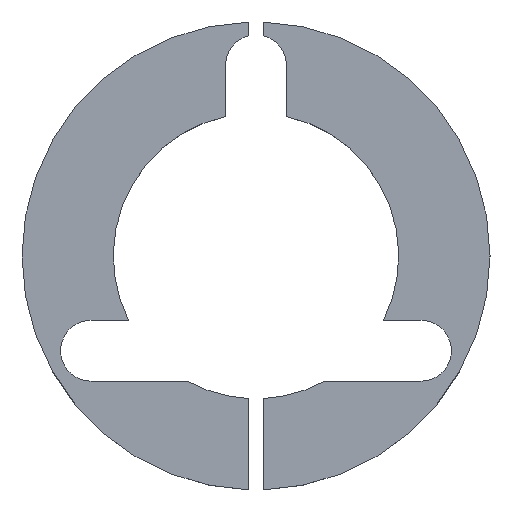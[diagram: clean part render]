
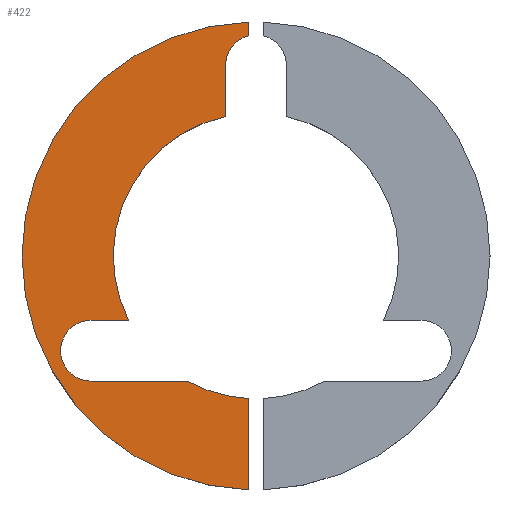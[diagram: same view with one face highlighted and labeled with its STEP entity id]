
A CAD part, top view. The second image highlights one B-rep face of the part: STEP entity #422.
In plain terms, the highlighted planar face has unit normal (0, 0, 1).
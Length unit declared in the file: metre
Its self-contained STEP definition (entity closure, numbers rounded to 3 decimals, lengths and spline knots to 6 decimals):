
#25=PLANE('',#482);
#40=LINE('',#659,#80);
#44=LINE('',#671,#84);
#49=LINE('',#689,#89);
#52=LINE('',#700,#92);
#53=LINE('',#701,#93);
#80=VECTOR('',#524,1.);
#84=VECTOR('',#536,1.);
#89=VECTOR('',#555,1.);
#92=VECTOR('',#566,1.);
#93=VECTOR('',#567,1.);
#148=ORIENTED_EDGE('',*,*,#262,.F.);
#149=ORIENTED_EDGE('',*,*,#258,.T.);
#150=ORIENTED_EDGE('',*,*,#263,.F.);
#151=ORIENTED_EDGE('',*,*,#255,.F.);
#152=ORIENTED_EDGE('',*,*,#257,.F.);
#153=ORIENTED_EDGE('',*,*,#238,.F.);
#154=ORIENTED_EDGE('',*,*,#242,.T.);
#155=ORIENTED_EDGE('',*,*,#245,.F.);
#156=ORIENTED_EDGE('',*,*,#248,.F.);
#157=ORIENTED_EDGE('',*,*,#250,.F.);
#238=EDGE_CURVE('',#298,#299,#337,.T.);
#242=EDGE_CURVE('',#298,#301,#40,.T.);
#245=EDGE_CURVE('',#303,#301,#339,.T.);
#248=EDGE_CURVE('',#305,#303,#44,.T.);
#250=EDGE_CURVE('',#306,#305,#340,.T.);
#255=EDGE_CURVE('',#311,#309,#343,.T.);
#257=EDGE_CURVE('',#299,#311,#49,.T.);
#258=EDGE_CURVE('',#312,#313,#344,.T.);
#262=EDGE_CURVE('',#312,#306,#52,.T.);
#263=EDGE_CURVE('',#309,#313,#53,.T.);
#298=VERTEX_POINT('',#650);
#299=VERTEX_POINT('',#652);
#301=VERTEX_POINT('',#658);
#303=VERTEX_POINT('',#664);
#305=VERTEX_POINT('',#670);
#306=VERTEX_POINT('',#674);
#309=VERTEX_POINT('',#681);
#311=VERTEX_POINT('',#685);
#312=VERTEX_POINT('',#692);
#313=VERTEX_POINT('',#693);
#337=CIRCLE('',#466,0.006604);
#339=CIRCLE('',#470,0.030988);
#340=CIRCLE('',#473,0.006604);
#343=CIRCLE('',#477,0.030988);
#344=CIRCLE('',#480,0.0508);
#364=EDGE_LOOP('',(#148,#149,#150,#151,#152,#153,#154,#155,#156,#157));
#388=FACE_BOUND('',#364,.T.);
#422=ADVANCED_FACE('',(#388),#25,.T.);
#466=AXIS2_PLACEMENT_3D('',#651,#517,#518);
#470=AXIS2_PLACEMENT_3D('',#665,#530,#531);
#473=AXIS2_PLACEMENT_3D('',#676,#540,#541);
#477=AXIS2_PLACEMENT_3D('',#686,#550,#551);
#480=AXIS2_PLACEMENT_3D('',#691,#558,#559);
#482=AXIS2_PLACEMENT_3D('',#699,#564,#565);
#517=DIRECTION('',(0.,0.,1.));
#518=DIRECTION('',(1.,0.,0.));
#524=DIRECTION('',(1.,0.,0.));
#530=DIRECTION('',(0.,0.,1.));
#531=DIRECTION('',(1.,0.,0.));
#536=DIRECTION('',(0.,-1.,0.));
#540=DIRECTION('',(0.,0.,1.));
#541=DIRECTION('',(1.,0.,0.));
#550=DIRECTION('',(0.,0.,1.));
#551=DIRECTION('',(1.,0.,0.));
#555=DIRECTION('',(1.,0.,0.));
#558=DIRECTION('',(0.,0.,1.));
#559=DIRECTION('',(1.,0.,0.));
#564=DIRECTION('',(0.,0.,1.));
#565=DIRECTION('',(1.,0.,0.));
#566=DIRECTION('',(0.,-1.,0.));
#567=DIRECTION('',(0.,-1.,0.));
#650=CARTESIAN_POINT('',(-0.035814,-0.01397,0.008128));
#651=CARTESIAN_POINT('',(-0.035814,-0.020574,0.008128));
#652=CARTESIAN_POINT('',(-0.035814,-0.027178,0.008128));
#658=CARTESIAN_POINT('',(-0.02766,-0.01397,0.008128));
#659=CARTESIAN_POINT('',(-0.031737,-0.01397,0.008128));
#664=CARTESIAN_POINT('',(-0.006604,0.030276,0.008128));
#665=CARTESIAN_POINT('',(0.,0.,0.008128));
#670=CARTESIAN_POINT('',(-0.006604,0.041402,0.008128));
#671=CARTESIAN_POINT('',(-0.006604,0.035839,0.008128));
#674=CARTESIAN_POINT('',(-0.001524,0.047828,0.008128));
#676=CARTESIAN_POINT('',(0.,0.041402,0.008128));
#681=CARTESIAN_POINT('',(-0.001524,-0.030951,0.008128));
#685=CARTESIAN_POINT('',(-0.014887,-0.027178,0.008128));
#686=CARTESIAN_POINT('',(0.,0.,0.008128));
#689=CARTESIAN_POINT('',(-0.02535,-0.027178,0.008128));
#691=CARTESIAN_POINT('',(0.,0.,0.008128));
#692=CARTESIAN_POINT('',(-0.001524,0.050777,0.008128));
#693=CARTESIAN_POINT('',(-0.001524,-0.050777,0.008128));
#699=CARTESIAN_POINT('',(0.,0.,0.008128));
#700=CARTESIAN_POINT('',(-0.001524,0.,0.008128));
#701=CARTESIAN_POINT('',(-0.001524,0.,0.008128));
